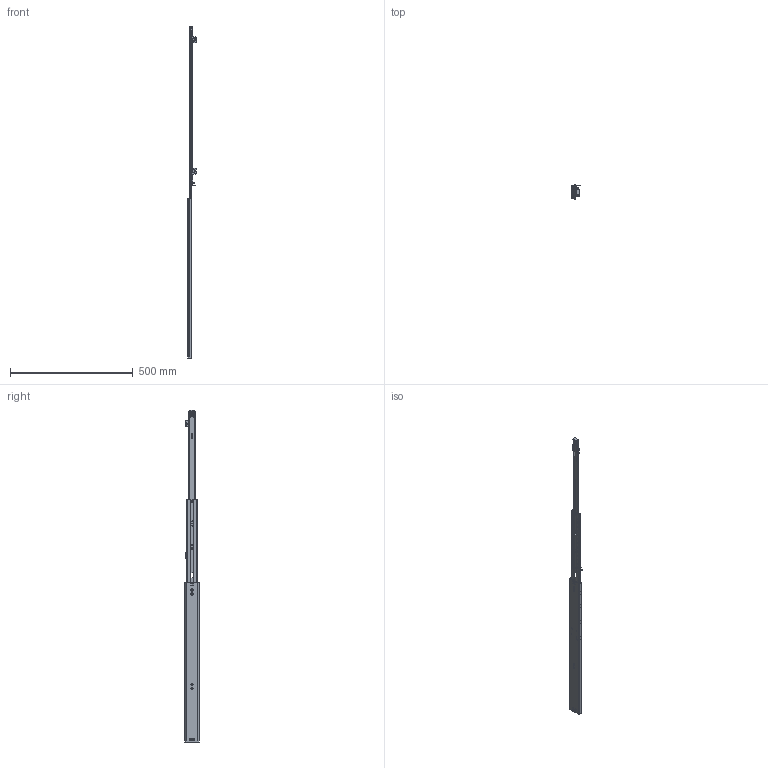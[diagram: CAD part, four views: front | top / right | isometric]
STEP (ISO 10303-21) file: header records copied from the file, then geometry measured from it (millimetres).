
FILE_DESCRIPTION(/* description */ ('Überauszug Serie 038 650x700 rechts'),/* implementation_level */ '2;1');
FILE_NAME(/* name */ '07000066016.stp',/* time_stamp */ '2020-07-02T16:57:17+02:00',/* author */ ('Dennis Bruder'),/* organization */ (''),/* preprocessor_version */ 'ST-DEVELOPER v18',/* originating_system */ 'Autodesk Inventor 2020',/* authorisation */ '');
FILE_SCHEMA (('AUTOMOTIVE_DESIGN { 1 0 10303 214 3 1 1 }'));
Products named in the file (1): 07000066016
Bounding box: 33 x 57.38 x 1350 mm (x, y, z)
Volume: 259507.2 mm3; surface area: 340430.9 mm2
Topology: 92 solids, 92 shells, 4167 faces, 12489 edges, 8323 vertices
Faces by surface type: plane 1974, cylinder 958, cone 586, bspline 285, torus 278, sphere 86
Full cylindrical faces by diameter (mm): 1 x8, 2.3 x2, 3.5 x2, 4 x2, 4.1 x9, 4.5 x6, 4.6 x7, 5 x6, 5.9 x2, 6 x6, 8 x4, 8.2 x1
Entity records: 161287 total; most frequent: CARTESIAN_POINT 50206, ORIENTED_EDGE 24650, DIRECTION 19924, EDGE_CURVE 12325, VERTEX_POINT 8323, AXIS2_PLACEMENT_3D 6903, LINE 6118, VECTOR 6118
